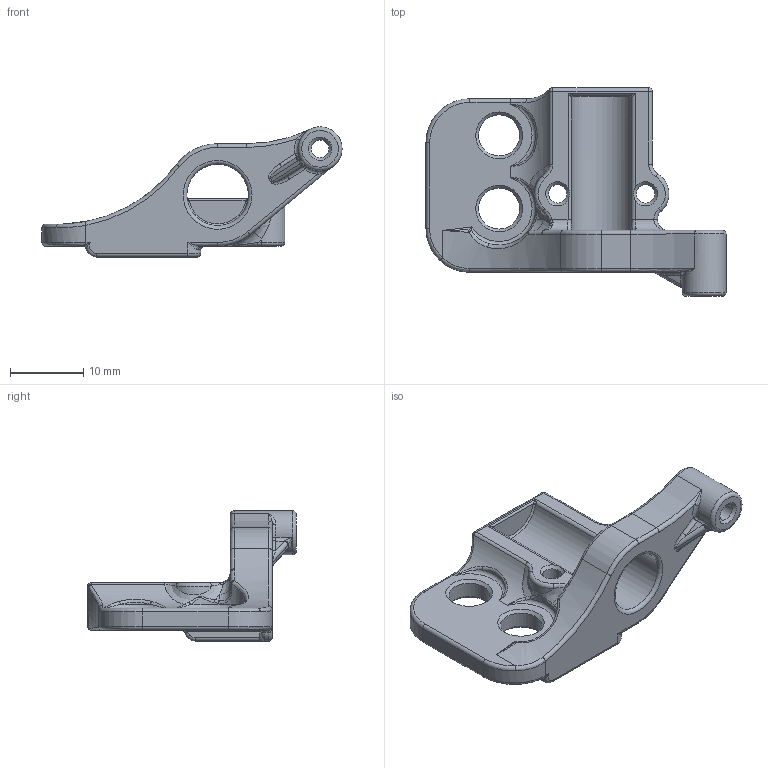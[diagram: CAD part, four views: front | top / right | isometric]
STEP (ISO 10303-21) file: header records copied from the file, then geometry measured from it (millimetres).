
FILE_DESCRIPTION(/* description */ (''),/* implementation_level */ '2;1');
FILE_NAME(/* name */ 'MP_DooKi3_SLM_Z_Maxwell_Rear_V3.step',/* time_stamp */ '2024-08-07T11:26:15-04:00',/* author */ (''),/* organization */ (''),/* preprocessor_version */ 'ST-DEVELOPER v20',/* originating_system */ 'Autodesk Translation Framework v13.14.0.145',/* authorisation */ '');
FILE_SCHEMA (('AUTOMOTIVE_DESIGN { 1 0 10303 214 3 1 1 }'));
Length unit declared in the file: millimetre
Products named in the file (2): MP_DooKi3_SLM_Z_Maxwell_Rear_V3; MP_DooKi3_SLM_Z_Maxwell_Mount_Rear_V3
Assembly tree (1 placements, depth 2):
  MP_DooKi3_SLM_Z_Maxwell_Rear_V3
    MP_DooKi3_SLM_Z_Maxwell_Mount_Rear_V3
Bounding box: 41 x 28.5 x 17.8 mm (x, y, z)
Volume: 3691.7 mm3; surface area: 2871.5 mm2
Topology: 1 solids, 1 shells, 199 faces, 476 edges, 257 vertices
Faces by surface type: cylinder 63, bspline 53, torus 42, plane 22, cone 10, sphere 9
Full cylindrical faces by diameter (mm): 2.4 x1, 2.5 x2, 5.6 x2, 6 x1, 8.4 x1
Entity records: 7303 total; most frequent: CARTESIAN_POINT 2949, ORIENTED_EDGE 914, DIRECTION 893, EDGE_CURVE 457, AXIS2_PLACEMENT_3D 387, VERTEX_POINT 257, CIRCLE 223, EDGE_LOOP 208
